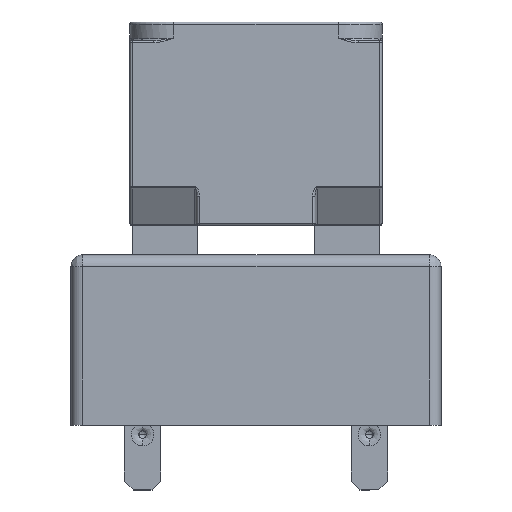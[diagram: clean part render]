
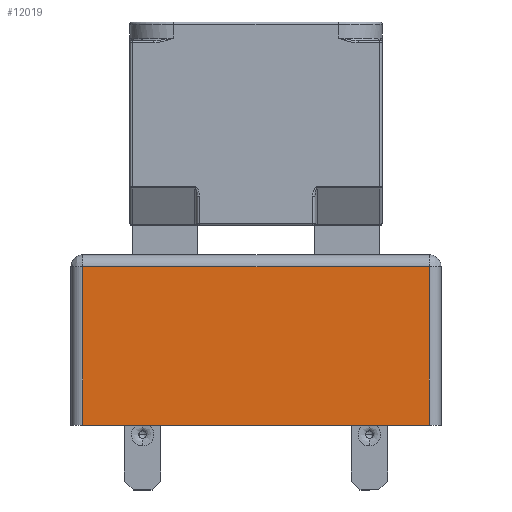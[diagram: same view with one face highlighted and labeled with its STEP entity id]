
A CAD part, top view. The second image highlights one B-rep face of the part: STEP entity #12019.
In plain terms, the highlighted planar face has unit normal (0, 0, 1).
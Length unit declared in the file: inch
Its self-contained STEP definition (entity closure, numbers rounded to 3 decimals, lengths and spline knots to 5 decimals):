
#1311 = CARTESIAN_POINT ( 'NONE',  ( -0.25171, 0.0928, 0.14512 ) ) ;
#2207 = PLANE ( 'NONE',  #12859 ) ;
#2286 = VECTOR ( 'NONE', #14607, 39.37008 ) ;
#2869 = ORIENTED_EDGE ( 'NONE', *, *, #7319, .F. ) ;
#3042 = VECTOR ( 'NONE', #4202, 39.37008 ) ;
#3207 = LINE ( 'NONE', #17628, #2286 ) ;
#4202 = DIRECTION ( 'NONE',  ( 1., 0., 0. ) ) ;
#5102 = CARTESIAN_POINT ( 'NONE',  ( 0.33829, 0.0728, 0.14512 ) ) ;
#5247 = CARTESIAN_POINT ( 'NONE',  ( -0.25171, 0.0728, 0.14512 ) ) ;
#5639 = EDGE_CURVE ( 'NONE', #10616, #14393, #6474, .T. ) ;
#6474 = LINE ( 'NONE', #12233, #13178 ) ;
#6906 = VERTEX_POINT ( 'NONE', #7156 ) ;
#7156 = CARTESIAN_POINT ( 'NONE',  ( -0.25171, -0.1972, 0.14512 ) ) ;
#7319 = EDGE_CURVE ( 'NONE', #11747, #10616, #14192, .T. ) ;
#8291 = LINE ( 'NONE', #1311, #18453 ) ;
#8811 = CARTESIAN_POINT ( 'NONE',  ( 0.33829, 0.0728, 0.14512 ) ) ;
#8817 = EDGE_CURVE ( 'NONE', #6906, #11747, #8291, .T. ) ;
#9101 = DIRECTION ( 'NONE',  ( -1., 0., 0. ) ) ;
#10616 = VERTEX_POINT ( 'NONE', #5102 ) ;
#10804 = DIRECTION ( 'NONE',  ( 0., -1., 0. ) ) ;
#11286 = EDGE_LOOP ( 'NONE', ( #2869, #16171, #18160, #11552 ) ) ;
#11552 = ORIENTED_EDGE ( 'NONE', *, *, #5639, .F. ) ;
#11747 = VERTEX_POINT ( 'NONE', #5247 ) ;
#12004 = CARTESIAN_POINT ( 'NONE',  ( 0.33829, 0.0928, 0.14512 ) ) ;
#12019 = ADVANCED_FACE ( 'NONE', ( #15237 ), #2207, .F. ) ;
#12233 = CARTESIAN_POINT ( 'NONE',  ( 0.33829, 0.0928, 0.14512 ) ) ;
#12859 = AXIS2_PLACEMENT_3D ( 'NONE', #12004, #13346, #9101 ) ;
#13178 = VECTOR ( 'NONE', #10804, 39.37008 ) ;
#13346 = DIRECTION ( 'NONE',  ( 0., 0., -1. ) ) ;
#14080 = EDGE_CURVE ( 'NONE', #6906, #14393, #3207, .T. ) ;
#14192 = LINE ( 'NONE', #8811, #3042 ) ;
#14393 = VERTEX_POINT ( 'NONE', #15713 ) ;
#14607 = DIRECTION ( 'NONE',  ( 1., 0., 0. ) ) ;
#15237 = FACE_OUTER_BOUND ( 'NONE', #11286, .T. ) ;
#15469 = DIRECTION ( 'NONE',  ( 0., 1., 0. ) ) ;
#15713 = CARTESIAN_POINT ( 'NONE',  ( 0.33829, -0.1972, 0.14512 ) ) ;
#16171 = ORIENTED_EDGE ( 'NONE', *, *, #8817, .F. ) ;
#17628 = CARTESIAN_POINT ( 'NONE',  ( 0.33829, -0.1972, 0.14512 ) ) ;
#18160 = ORIENTED_EDGE ( 'NONE', *, *, #14080, .T. ) ;
#18453 = VECTOR ( 'NONE', #15469, 39.37008 ) ;
